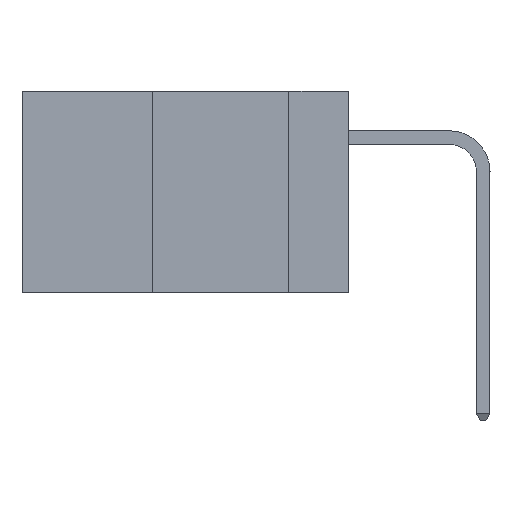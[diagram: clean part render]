
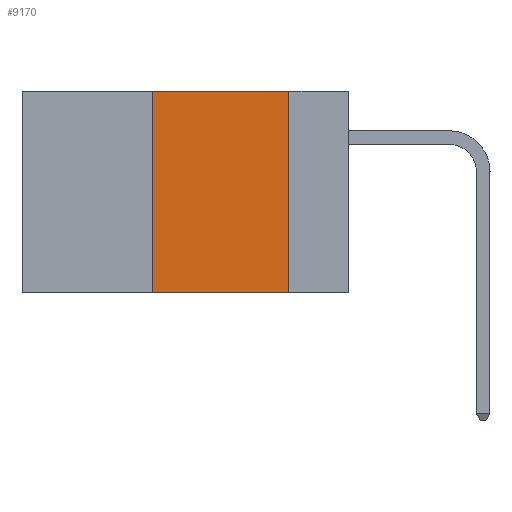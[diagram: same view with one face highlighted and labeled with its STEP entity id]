
A CAD part, left-side view. The second image highlights one B-rep face of the part: STEP entity #9170.
In plain terms, the highlighted planar face has unit normal (-1, 0, 0).
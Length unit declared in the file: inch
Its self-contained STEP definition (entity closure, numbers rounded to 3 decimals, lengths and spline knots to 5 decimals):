
#1587 = EDGE_CURVE ( 'NONE', #16110, #22296, #10698, .T. ) ;
#2315 = EDGE_LOOP ( 'NONE', ( #3770, #24359, #18141, #31251 ) ) ;
#3770 = ORIENTED_EDGE ( 'NONE', *, *, #11616, .F. ) ;
#5353 = VERTEX_POINT ( 'NONE', #21443 ) ;
#5880 = DIRECTION ( 'NONE',  ( 1., 0., 0. ) ) ;
#6563 = VECTOR ( 'NONE', #31623, 39.37008 ) ;
#8951 = CARTESIAN_POINT ( 'NONE',  ( 0., 0.36, -0.37 ) ) ;
#8986 = CARTESIAN_POINT ( 'NONE',  ( 0., 0.11, 0. ) ) ;
#9170 = ADVANCED_FACE ( 'NONE', ( #31254 ), #20037, .F. ) ;
#10698 = LINE ( 'NONE', #21871, #24001 ) ;
#11616 = EDGE_CURVE ( 'NONE', #5353, #22296, #14153, .T. ) ;
#11928 = DIRECTION ( 'NONE',  ( 0., 0., 1. ) ) ;
#14153 = LINE ( 'NONE', #8986, #6563 ) ;
#16110 = VERTEX_POINT ( 'NONE', #8951 ) ;
#16128 = EDGE_CURVE ( 'NONE', #16110, #16340, #35781, .T. ) ;
#16156 = DIRECTION ( 'NONE',  ( 0., -1., 0. ) ) ;
#16340 = VERTEX_POINT ( 'NONE', #24181 ) ;
#16342 = VECTOR ( 'NONE', #22686, 39.37008 ) ;
#16651 = EDGE_CURVE ( 'NONE', #16340, #5353, #24771, .T. ) ;
#18141 = ORIENTED_EDGE ( 'NONE', *, *, #16128, .F. ) ;
#19799 = AXIS2_PLACEMENT_3D ( 'NONE', #22888, #5880, #25733 ) ;
#20037 = PLANE ( 'NONE',  #19799 ) ;
#20368 = CARTESIAN_POINT ( 'NONE',  ( 0., 0.36, 0. ) ) ;
#21443 = CARTESIAN_POINT ( 'NONE',  ( 0., 0.11, 0. ) ) ;
#21770 = VECTOR ( 'NONE', #11928, 39.37008 ) ;
#21871 = CARTESIAN_POINT ( 'NONE',  ( 0., 0.6, -0.37 ) ) ;
#22296 = VERTEX_POINT ( 'NONE', #27463 ) ;
#22686 = DIRECTION ( 'NONE',  ( 0., -1., 0. ) ) ;
#22888 = CARTESIAN_POINT ( 'NONE',  ( 0., 0.6, 0. ) ) ;
#24001 = VECTOR ( 'NONE', #16156, 39.37008 ) ;
#24181 = CARTESIAN_POINT ( 'NONE',  ( 0., 0.36, 0. ) ) ;
#24359 = ORIENTED_EDGE ( 'NONE', *, *, #16651, .F. ) ;
#24771 = LINE ( 'NONE', #31176, #16342 ) ;
#25733 = DIRECTION ( 'NONE',  ( 0., 0., -1. ) ) ;
#27463 = CARTESIAN_POINT ( 'NONE',  ( 0., 0.11, -0.37 ) ) ;
#31176 = CARTESIAN_POINT ( 'NONE',  ( 0., 0.6, 0. ) ) ;
#31251 = ORIENTED_EDGE ( 'NONE', *, *, #1587, .T. ) ;
#31254 = FACE_OUTER_BOUND ( 'NONE', #2315, .T. ) ;
#31623 = DIRECTION ( 'NONE',  ( 0., 0., -1. ) ) ;
#35781 = LINE ( 'NONE', #20368, #21770 ) ;
